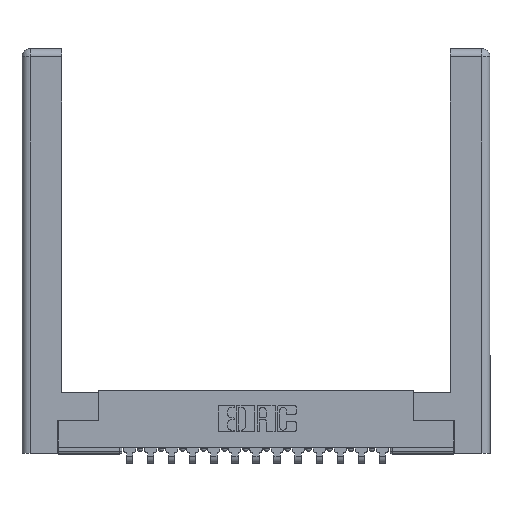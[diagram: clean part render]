
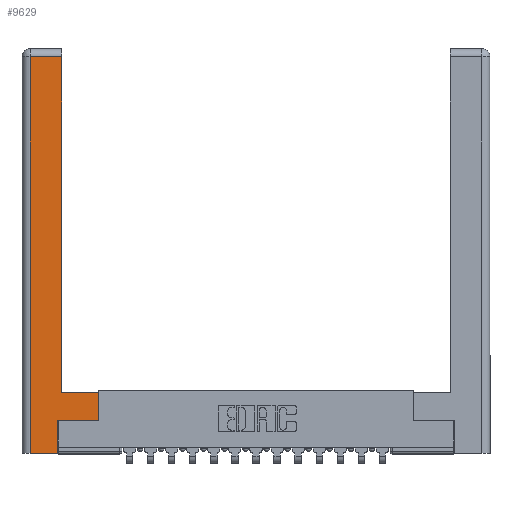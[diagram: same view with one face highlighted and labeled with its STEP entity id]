
A CAD part, top view. The second image highlights one B-rep face of the part: STEP entity #9629.
In plain terms, the highlighted planar face has unit normal (0, 0, 1).
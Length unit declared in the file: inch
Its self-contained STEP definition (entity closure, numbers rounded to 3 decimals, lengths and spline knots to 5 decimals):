
#123 = CARTESIAN_POINT ( 'NONE',  ( 0.265, 0.245, 0. ) ) ;
#402 = VERTEX_POINT ( 'NONE', #8669 ) ;
#667 = LINE ( 'NONE', #6073, #8432 ) ;
#786 = DIRECTION ( 'NONE',  ( 1., 0., 0. ) ) ;
#845 = DIRECTION ( 'NONE',  ( 1., 0., 0. ) ) ;
#955 = LINE ( 'NONE', #2458, #9918 ) ;
#1065 = CARTESIAN_POINT ( 'NONE',  ( 0.295, 0.45, 0. ) ) ;
#1293 = ORIENTED_EDGE ( 'NONE', *, *, #8456, .T. ) ;
#1458 = ORIENTED_EDGE ( 'NONE', *, *, #7561, .T. ) ;
#1800 = VECTOR ( 'NONE', #786, 39.37008 ) ;
#1881 = VERTEX_POINT ( 'NONE', #6638 ) ;
#2220 = ORIENTED_EDGE ( 'NONE', *, *, #12884, .T. ) ;
#2368 = DIRECTION ( 'NONE',  ( 0., 1., 0. ) ) ;
#2418 = CARTESIAN_POINT ( 'NONE',  ( 0., 0., 0. ) ) ;
#2458 = CARTESIAN_POINT ( 'NONE',  ( 0.565, 0.45, 0. ) ) ;
#2553 = VERTEX_POINT ( 'NONE', #7991 ) ;
#3239 = VECTOR ( 'NONE', #4711, 39.37008 ) ;
#3354 = DIRECTION ( 'NONE',  ( -1., 0., 0. ) ) ;
#3366 = DIRECTION ( 'NONE',  ( -1., 0., 0. ) ) ;
#3459 = LINE ( 'NONE', #1065, #8173 ) ;
#3588 = CARTESIAN_POINT ( 'NONE',  ( 0.295, 3., 0. ) ) ;
#3625 = LINE ( 'NONE', #10102, #14829 ) ;
#4287 = VERTEX_POINT ( 'NONE', #12734 ) ;
#4711 = DIRECTION ( 'NONE',  ( 0., -1., 0. ) ) ;
#5244 = PLANE ( 'NONE',  #5258 ) ;
#5258 = AXIS2_PLACEMENT_3D ( 'NONE', #2418, #16116, #14608 ) ;
#5988 = LINE ( 'NONE', #3588, #14610 ) ;
#6073 = CARTESIAN_POINT ( 'NONE',  ( 0.565, 0.245, 0. ) ) ;
#6638 = CARTESIAN_POINT ( 'NONE',  ( 0.295, 0.45, 0. ) ) ;
#7442 = ORIENTED_EDGE ( 'NONE', *, *, #12063, .T. ) ;
#7561 = EDGE_CURVE ( 'NONE', #15981, #4287, #16784, .T. ) ;
#7991 = CARTESIAN_POINT ( 'NONE',  ( 0.565, 0.245, 0. ) ) ;
#8173 = VECTOR ( 'NONE', #3366, 39.37008 ) ;
#8432 = VECTOR ( 'NONE', #845, 39.37008 ) ;
#8456 = EDGE_CURVE ( 'NONE', #11025, #15981, #10465, .T. ) ;
#8669 = CARTESIAN_POINT ( 'NONE',  ( 0.265, 0.245, 0. ) ) ;
#8706 = EDGE_CURVE ( 'NONE', #15189, #11025, #3625, .T. ) ;
#8832 = ORIENTED_EDGE ( 'NONE', *, *, #8706, .T. ) ;
#9255 = FACE_OUTER_BOUND ( 'NONE', #15607, .T. ) ;
#9363 = LINE ( 'NONE', #123, #16815 ) ;
#9451 = DIRECTION ( 'NONE',  ( 0., 1., 0. ) ) ;
#9629 = ADVANCED_FACE ( 'NONE', ( #9255 ), #5244, .F. ) ;
#9918 = VECTOR ( 'NONE', #2368, 39.37008 ) ;
#10102 = CARTESIAN_POINT ( 'NONE',  ( 0.0615, 2.94, 0. ) ) ;
#10465 = LINE ( 'NONE', #17063, #3239 ) ;
#10799 = ORIENTED_EDGE ( 'NONE', *, *, #12923, .T. ) ;
#11025 = VERTEX_POINT ( 'NONE', #15709 ) ;
#11384 = ORIENTED_EDGE ( 'NONE', *, *, #17136, .T. ) ;
#11699 = ORIENTED_EDGE ( 'NONE', *, *, #15384, .T. ) ;
#12063 = EDGE_CURVE ( 'NONE', #16020, #1881, #3459, .T. ) ;
#12734 = CARTESIAN_POINT ( 'NONE',  ( 0.265, 0., 0. ) ) ;
#12884 = EDGE_CURVE ( 'NONE', #402, #2553, #667, .T. ) ;
#12923 = EDGE_CURVE ( 'NONE', #1881, #15189, #5988, .T. ) ;
#13034 = DIRECTION ( 'NONE',  ( 0., 1., 0. ) ) ;
#13392 = CARTESIAN_POINT ( 'NONE',  ( 0.0615, 0., 0. ) ) ;
#14608 = DIRECTION ( 'NONE',  ( -1., 0., 0. ) ) ;
#14610 = VECTOR ( 'NONE', #13034, 39.37008 ) ;
#14829 = VECTOR ( 'NONE', #3354, 39.37008 ) ;
#15189 = VERTEX_POINT ( 'NONE', #15448 ) ;
#15384 = EDGE_CURVE ( 'NONE', #2553, #16020, #955, .T. ) ;
#15448 = CARTESIAN_POINT ( 'NONE',  ( 0.295, 2.94, 0. ) ) ;
#15558 = CARTESIAN_POINT ( 'NONE',  ( 0.565, 0.45, 0. ) ) ;
#15607 = EDGE_LOOP ( 'NONE', ( #10799, #8832, #1293, #1458, #11384, #2220, #11699, #7442 ) ) ;
#15709 = CARTESIAN_POINT ( 'NONE',  ( 0.0615, 2.94, 0. ) ) ;
#15981 = VERTEX_POINT ( 'NONE', #13392 ) ;
#16020 = VERTEX_POINT ( 'NONE', #15558 ) ;
#16116 = DIRECTION ( 'NONE',  ( 0., 0., -1. ) ) ;
#16784 = LINE ( 'NONE', #17043, #1800 ) ;
#16815 = VECTOR ( 'NONE', #9451, 39.37008 ) ;
#17043 = CARTESIAN_POINT ( 'NONE',  ( 0.265, 0., 0. ) ) ;
#17063 = CARTESIAN_POINT ( 'NONE',  ( 0.0615, 0., 0. ) ) ;
#17136 = EDGE_CURVE ( 'NONE', #4287, #402, #9363, .T. ) ;
